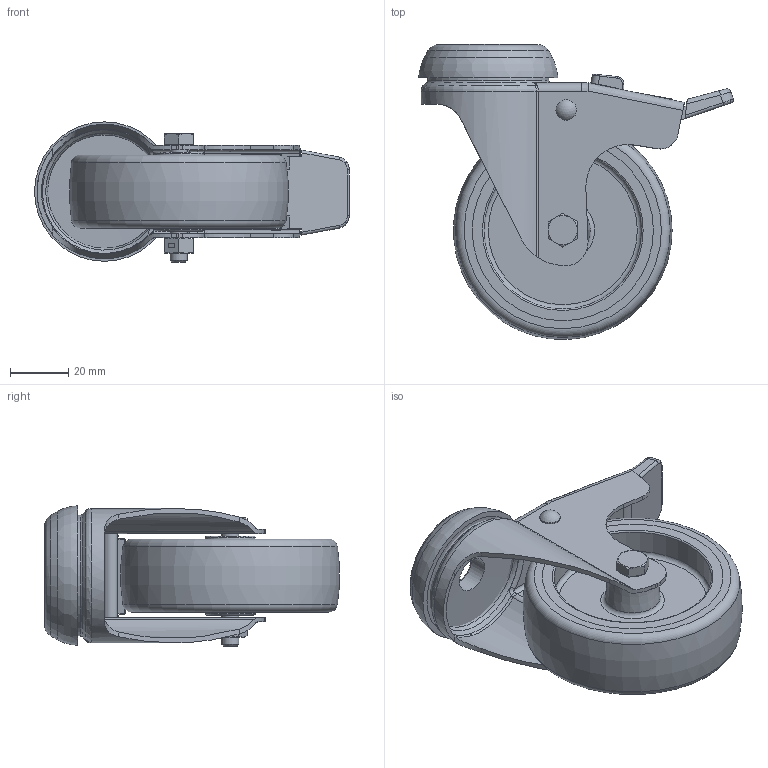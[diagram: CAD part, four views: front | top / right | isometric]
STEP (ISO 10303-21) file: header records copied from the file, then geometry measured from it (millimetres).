
FILE_DESCRIPTION (( 'STEP AP214' ), '1' );
FILE_NAME ('K0029320_L-AV-TPGK-075-G-1-DSN_Fl.STEP', '2019-07-11T06:15:47', ( '' ), ( '' ), 'SwSTEP 2.0', 'SolidWorks 2018', '' );
FILE_SCHEMA (( 'AUTOMOTIVE_DESIGN' ));
Length unit declared in the file: millimetre
Products named in the file (1): K0029320_L-AV-TPGK-075-G-1-DSN_Fl
Bounding box: 107.74 x 100.88 x 48 mm (x, y, z)
Surface area: 52502.5 mm2 (no closed solid volume)
Topology: 0 solids, 11 shells, 321 faces, 1126 edges, 776 vertices
Faces by surface type: plane 174, cylinder 59, bspline 31, torus 29, cone 27, sphere 1
Full cylindrical faces by diameter (mm): 5 x1, 5.2 x1, 6 x1, 7 x1, 10 x1, 12.2 x1, 43.8 x1, 54 x2, 62 x2
Entity records: 17818 total; most frequent: CARTESIAN_POINT 5361, ORIENTED_EDGE 1719, DIRECTION 1666, EDGE_CURVE 1068, VERTEX_POINT 764, VECTOR 740, LINE 740, AXIS2_PLACEMENT_3D 463
